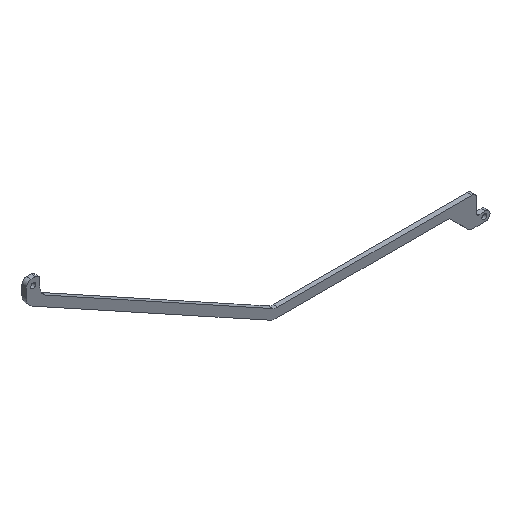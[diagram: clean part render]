
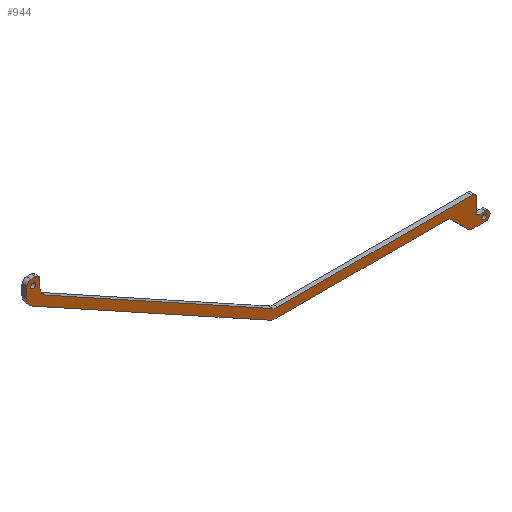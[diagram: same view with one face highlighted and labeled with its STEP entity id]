
A CAD part, isometric view. The second image highlights one B-rep face of the part: STEP entity #944.
In plain terms, the highlighted planar face has unit normal (0, -1, 0).
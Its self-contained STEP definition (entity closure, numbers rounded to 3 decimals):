
#70=CARTESIAN_POINT('Vertex',(82.4,-1.,-82.1)) ;
#73=CARTESIAN_POINT('Axis2P3D Location',(83.5,-1.,-82.1)) ;
#77=CARTESIAN_POINT('Vertex',(84.6,-1.,-82.1)) ;
#97=CARTESIAN_POINT('Axis2P3D Location',(83.5,-1.,-82.1)) ;
#127=CARTESIAN_POINT('Vertex',(-119.1,-1.,-8.)) ;
#130=CARTESIAN_POINT('Axis2P3D Location',(-118.,-1.,-8.)) ;
#134=CARTESIAN_POINT('Vertex',(-116.9,-1.,-8.)) ;
#154=CARTESIAN_POINT('Axis2P3D Location',(-118.,-1.,-8.)) ;
#177=CARTESIAN_POINT('Vertex',(81.,-1.,-80.1)) ;
#191=CARTESIAN_POINT('Vertex',(80.,-1.,-79.1)) ;
#194=CARTESIAN_POINT('Axis2P3D Location',(81.,-1.,-79.1)) ;
#218=CARTESIAN_POINT('Line Origine',(82.5,-1.,-80.1)) ;
#222=CARTESIAN_POINT('Vertex',(84.,-1.,-80.1)) ;
#249=CARTESIAN_POINT('Axis2P3D Location',(84.,-1.,-82.1)) ;
#253=CARTESIAN_POINT('Vertex',(86.,-1.,-82.1)) ;
#277=CARTESIAN_POINT('Vertex',(80.,-1.,-72.9)) ;
#282=CARTESIAN_POINT('Line Origine',(80.,-1.,-76.)) ;
#315=CARTESIAN_POINT('Vertex',(78.,-1.,-70.9)) ;
#318=CARTESIAN_POINT('Axis2P3D Location',(78.,-1.,-72.9)) ;
#342=CARTESIAN_POINT('Axis2P3D Location',(84.,-1.,-82.1)) ;
#346=CARTESIAN_POINT('Vertex',(84.,-1.,-84.1)) ;
#373=CARTESIAN_POINT('Line Origine',(80.914,-1.,-84.1)) ;
#377=CARTESIAN_POINT('Vertex',(77.828,-1.,-84.1)) ;
#404=CARTESIAN_POINT('Axis2P3D Location',(77.828,-1.,-82.1)) ;
#408=CARTESIAN_POINT('Vertex',(76.414,-1.,-83.514)) ;
#435=CARTESIAN_POINT('Line Origine',(72.4,-1.,-79.5)) ;
#439=CARTESIAN_POINT('Vertex',(68.386,-1.,-75.486)) ;
#465=CARTESIAN_POINT('Vertex',(66.972,-1.,-74.9)) ;
#473=CARTESIAN_POINT('Axis2P3D Location',(66.972,-1.,-76.9)) ;
#503=CARTESIAN_POINT('Vertex',(-117.,-1.,-5.)) ;
#506=CARTESIAN_POINT('Axis2P3D Location',(-117.,-1.,-7.)) ;
#510=CARTESIAN_POINT('Vertex',(-115.,-1.,-7.)) ;
#534=CARTESIAN_POINT('Vertex',(-119.,-1.,-5.)) ;
#539=CARTESIAN_POINT('Line Origine',(-118.,-1.,-5.)) ;
#572=CARTESIAN_POINT('Vertex',(-121.,-1.,-7.)) ;
#575=CARTESIAN_POINT('Axis2P3D Location',(-119.,-1.,-7.)) ;
#598=CARTESIAN_POINT('Vertex',(-8.713,-1.,-70.9)) ;
#601=CARTESIAN_POINT('Line Origine',(34.644,-1.,-70.9)) ;
#634=CARTESIAN_POINT('Vertex',(-11.127,-1.,-70.278)) ;
#637=CARTESIAN_POINT('Axis2P3D Location',(-8.713,-1.,-65.9)) ;
#660=CARTESIAN_POINT('Vertex',(-115.,-1.,-10.047)) ;
#668=CARTESIAN_POINT('Line Origine',(-115.,-1.,-8.524)) ;
#691=CARTESIAN_POINT('Vertex',(-112.414,-1.,-14.426)) ;
#694=CARTESIAN_POINT('Line Origine',(-61.771,-1.,-42.352)) ;
#721=CARTESIAN_POINT('Axis2P3D Location',(-110.,-1.,-10.047)) ;
#745=CARTESIAN_POINT('Line Origine',(28.615,-1.,-74.9)) ;
#749=CARTESIAN_POINT('Vertex',(-9.742,-1.,-74.9)) ;
#776=CARTESIAN_POINT('Axis2P3D Location',(-9.742,-1.,-69.9)) ;
#780=CARTESIAN_POINT('Vertex',(-12.157,-1.,-74.278)) ;
#804=CARTESIAN_POINT('Vertex',(-121.,-1.,-11.306)) ;
#809=CARTESIAN_POINT('Line Origine',(-121.,-1.,-9.153)) ;
#838=CARTESIAN_POINT('Line Origine',(-65.285,-1.,-44.982)) ;
#842=CARTESIAN_POINT('Vertex',(-118.414,-1.,-15.685)) ;
#901=CARTESIAN_POINT('Axis2P3D Location',(0.,-1.,0.)) ;
#906=CARTESIAN_POINT('Axis2P3D Location',(-116.,-1.,-11.306)) ;
#74=DIRECTION('Axis2P3D Direction',(0.,1.,0.)) ;
#98=DIRECTION('Axis2P3D Direction',(0.,1.,0.)) ;
#131=DIRECTION('Axis2P3D Direction',(0.,1.,0.)) ;
#155=DIRECTION('Axis2P3D Direction',(0.,1.,0.)) ;
#195=DIRECTION('Axis2P3D Direction',(0.,1.,0.)) ;
#219=DIRECTION('Vector Direction',(1.,0.,0.)) ;
#250=DIRECTION('Axis2P3D Direction',(-0.,1.,0.)) ;
#283=DIRECTION('Vector Direction',(0.,0.,1.)) ;
#319=DIRECTION('Axis2P3D Direction',(-0.,1.,0.)) ;
#343=DIRECTION('Axis2P3D Direction',(0.,1.,0.)) ;
#374=DIRECTION('Vector Direction',(-1.,0.,0.)) ;
#405=DIRECTION('Axis2P3D Direction',(0.,1.,0.)) ;
#436=DIRECTION('Vector Direction',(-0.707,0.,0.707)) ;
#474=DIRECTION('Axis2P3D Direction',(0.,1.,0.)) ;
#507=DIRECTION('Axis2P3D Direction',(-0.,1.,0.)) ;
#540=DIRECTION('Vector Direction',(-1.,0.,0.)) ;
#576=DIRECTION('Axis2P3D Direction',(0.,1.,0.)) ;
#602=DIRECTION('Vector Direction',(-1.,0.,0.)) ;
#638=DIRECTION('Axis2P3D Direction',(0.,1.,0.)) ;
#669=DIRECTION('Vector Direction',(0.,0.,1.)) ;
#695=DIRECTION('Vector Direction',(-0.876,0.,0.483)) ;
#722=DIRECTION('Axis2P3D Direction',(0.,1.,0.)) ;
#746=DIRECTION('Vector Direction',(-1.,0.,0.)) ;
#777=DIRECTION('Axis2P3D Direction',(0.,1.,0.)) ;
#810=DIRECTION('Vector Direction',(0.,0.,-1.)) ;
#839=DIRECTION('Vector Direction',(-0.876,0.,0.483)) ;
#902=DIRECTION('Axis2P3D Direction',(0.,1.,-0.)) ;
#903=DIRECTION('Axis2P3D XDirection',(-1.,0.,0.)) ;
#907=DIRECTION('Axis2P3D Direction',(0.,1.,-0.)) ;
#75=AXIS2_PLACEMENT_3D('Circle Axis2P3D',#73,#74,$) ;
#99=AXIS2_PLACEMENT_3D('Circle Axis2P3D',#97,#98,$) ;
#132=AXIS2_PLACEMENT_3D('Circle Axis2P3D',#130,#131,$) ;
#156=AXIS2_PLACEMENT_3D('Circle Axis2P3D',#154,#155,$) ;
#196=AXIS2_PLACEMENT_3D('Circle Axis2P3D',#194,#195,$) ;
#251=AXIS2_PLACEMENT_3D('Circle Axis2P3D',#249,#250,$) ;
#320=AXIS2_PLACEMENT_3D('Circle Axis2P3D',#318,#319,$) ;
#344=AXIS2_PLACEMENT_3D('Circle Axis2P3D',#342,#343,$) ;
#406=AXIS2_PLACEMENT_3D('Circle Axis2P3D',#404,#405,$) ;
#475=AXIS2_PLACEMENT_3D('Circle Axis2P3D',#473,#474,$) ;
#508=AXIS2_PLACEMENT_3D('Circle Axis2P3D',#506,#507,$) ;
#577=AXIS2_PLACEMENT_3D('Circle Axis2P3D',#575,#576,$) ;
#639=AXIS2_PLACEMENT_3D('Circle Axis2P3D',#637,#638,$) ;
#723=AXIS2_PLACEMENT_3D('Circle Axis2P3D',#721,#722,$) ;
#778=AXIS2_PLACEMENT_3D('Circle Axis2P3D',#776,#777,$) ;
#904=AXIS2_PLACEMENT_3D('Plane Axis2P3D',#901,#902,#903) ;
#908=AXIS2_PLACEMENT_3D('Circle Axis2P3D',#906,#907,$) ;
#912=ORIENTED_EDGE('',*,*,#910,.F.) ;
#913=ORIENTED_EDGE('',*,*,#844,.F.) ;
#914=ORIENTED_EDGE('',*,*,#782,.F.) ;
#915=ORIENTED_EDGE('',*,*,#751,.F.) ;
#916=ORIENTED_EDGE('',*,*,#477,.T.) ;
#917=ORIENTED_EDGE('',*,*,#441,.F.) ;
#918=ORIENTED_EDGE('',*,*,#410,.F.) ;
#919=ORIENTED_EDGE('',*,*,#379,.F.) ;
#920=ORIENTED_EDGE('',*,*,#348,.F.) ;
#921=ORIENTED_EDGE('',*,*,#255,.F.) ;
#922=ORIENTED_EDGE('',*,*,#224,.F.) ;
#923=ORIENTED_EDGE('',*,*,#198,.T.) ;
#924=ORIENTED_EDGE('',*,*,#286,.F.) ;
#925=ORIENTED_EDGE('',*,*,#322,.F.) ;
#926=ORIENTED_EDGE('',*,*,#605,.F.) ;
#927=ORIENTED_EDGE('',*,*,#641,.T.) ;
#928=ORIENTED_EDGE('',*,*,#698,.F.) ;
#929=ORIENTED_EDGE('',*,*,#725,.T.) ;
#930=ORIENTED_EDGE('',*,*,#672,.F.) ;
#931=ORIENTED_EDGE('',*,*,#512,.F.) ;
#932=ORIENTED_EDGE('',*,*,#543,.F.) ;
#933=ORIENTED_EDGE('',*,*,#579,.F.) ;
#934=ORIENTED_EDGE('',*,*,#813,.F.) ;
#937=ORIENTED_EDGE('',*,*,#101,.T.) ;
#938=ORIENTED_EDGE('',*,*,#79,.T.) ;
#941=ORIENTED_EDGE('',*,*,#158,.T.) ;
#942=ORIENTED_EDGE('',*,*,#136,.T.) ;
#939=FACE_BOUND('',#936,.T.) ;
#943=FACE_BOUND('',#940,.T.) ;
#220=VECTOR('Line Direction',#219,1.) ;
#284=VECTOR('Line Direction',#283,1.) ;
#375=VECTOR('Line Direction',#374,1.) ;
#437=VECTOR('Line Direction',#436,1.) ;
#541=VECTOR('Line Direction',#540,1.) ;
#603=VECTOR('Line Direction',#602,1.) ;
#670=VECTOR('Line Direction',#669,1.) ;
#696=VECTOR('Line Direction',#695,1.) ;
#747=VECTOR('Line Direction',#746,1.) ;
#811=VECTOR('Line Direction',#810,1.) ;
#840=VECTOR('Line Direction',#839,1.) ;
#944=ADVANCED_FACE('Main support 2',(#935,#939,#943),#905,.F.) ;
#76=CIRCLE('generated circle',#75,1.1) ;
#100=CIRCLE('generated circle',#99,1.1) ;
#133=CIRCLE('generated circle',#132,1.1) ;
#157=CIRCLE('generated circle',#156,1.1) ;
#197=CIRCLE('generated circle',#196,1.) ;
#252=CIRCLE('generated circle',#251,2.) ;
#321=CIRCLE('generated circle',#320,2.) ;
#345=CIRCLE('generated circle',#344,2.) ;
#407=CIRCLE('generated circle',#406,2.) ;
#476=CIRCLE('generated circle',#475,2.) ;
#509=CIRCLE('generated circle',#508,2.) ;
#578=CIRCLE('generated circle',#577,2.) ;
#640=CIRCLE('generated circle',#639,5.) ;
#724=CIRCLE('generated circle',#723,5.) ;
#779=CIRCLE('generated circle',#778,5.) ;
#909=CIRCLE('generated circle',#908,5.) ;
#79=EDGE_CURVE('',#78,#71,#76,.T.) ;
#101=EDGE_CURVE('',#71,#78,#100,.T.) ;
#136=EDGE_CURVE('',#135,#128,#133,.T.) ;
#158=EDGE_CURVE('',#128,#135,#157,.T.) ;
#198=EDGE_CURVE('',#178,#192,#197,.T.) ;
#224=EDGE_CURVE('',#178,#223,#221,.T.) ;
#255=EDGE_CURVE('',#223,#254,#252,.T.) ;
#286=EDGE_CURVE('',#278,#192,#285,.F.) ;
#322=EDGE_CURVE('',#316,#278,#321,.T.) ;
#348=EDGE_CURVE('',#254,#347,#345,.T.) ;
#379=EDGE_CURVE('',#347,#378,#376,.T.) ;
#410=EDGE_CURVE('',#378,#409,#407,.T.) ;
#441=EDGE_CURVE('',#409,#440,#438,.T.) ;
#477=EDGE_CURVE('',#466,#440,#476,.T.) ;
#512=EDGE_CURVE('',#504,#511,#509,.T.) ;
#543=EDGE_CURVE('',#535,#504,#542,.F.) ;
#579=EDGE_CURVE('',#573,#535,#578,.T.) ;
#605=EDGE_CURVE('',#599,#316,#604,.F.) ;
#641=EDGE_CURVE('',#599,#635,#640,.T.) ;
#672=EDGE_CURVE('',#511,#661,#671,.F.) ;
#698=EDGE_CURVE('',#692,#635,#697,.F.) ;
#725=EDGE_CURVE('',#692,#661,#724,.T.) ;
#751=EDGE_CURVE('',#466,#750,#748,.T.) ;
#782=EDGE_CURVE('',#750,#781,#779,.T.) ;
#813=EDGE_CURVE('',#805,#573,#812,.F.) ;
#844=EDGE_CURVE('',#781,#843,#841,.T.) ;
#910=EDGE_CURVE('',#843,#805,#909,.T.) ;
#911=EDGE_LOOP('',(#912,#913,#914,#915,#916,#917,#918,#919,#920,#921,#922,#923,#924,#925,#926,#927,#928,#929,#930,#931,#932,#933,#934)) ;
#936=EDGE_LOOP('',(#937,#938)) ;
#940=EDGE_LOOP('',(#941,#942)) ;
#935=FACE_OUTER_BOUND('',#911,.T.) ;
#221=LINE('Line',#218,#220) ;
#285=LINE('Line',#282,#284) ;
#376=LINE('Line',#373,#375) ;
#438=LINE('Line',#435,#437) ;
#542=LINE('Line',#539,#541) ;
#604=LINE('Line',#601,#603) ;
#671=LINE('Line',#668,#670) ;
#697=LINE('Line',#694,#696) ;
#748=LINE('Line',#745,#747) ;
#812=LINE('Line',#809,#811) ;
#841=LINE('Line',#838,#840) ;
#905=PLANE('Plane',#904) ;
#71=VERTEX_POINT('',#70) ;
#78=VERTEX_POINT('',#77) ;
#128=VERTEX_POINT('',#127) ;
#135=VERTEX_POINT('',#134) ;
#178=VERTEX_POINT('',#177) ;
#192=VERTEX_POINT('',#191) ;
#223=VERTEX_POINT('',#222) ;
#254=VERTEX_POINT('',#253) ;
#278=VERTEX_POINT('',#277) ;
#316=VERTEX_POINT('',#315) ;
#347=VERTEX_POINT('',#346) ;
#378=VERTEX_POINT('',#377) ;
#409=VERTEX_POINT('',#408) ;
#440=VERTEX_POINT('',#439) ;
#466=VERTEX_POINT('',#465) ;
#504=VERTEX_POINT('',#503) ;
#511=VERTEX_POINT('',#510) ;
#535=VERTEX_POINT('',#534) ;
#573=VERTEX_POINT('',#572) ;
#599=VERTEX_POINT('',#598) ;
#635=VERTEX_POINT('',#634) ;
#661=VERTEX_POINT('',#660) ;
#692=VERTEX_POINT('',#691) ;
#750=VERTEX_POINT('',#749) ;
#781=VERTEX_POINT('',#780) ;
#805=VERTEX_POINT('',#804) ;
#843=VERTEX_POINT('',#842) ;
